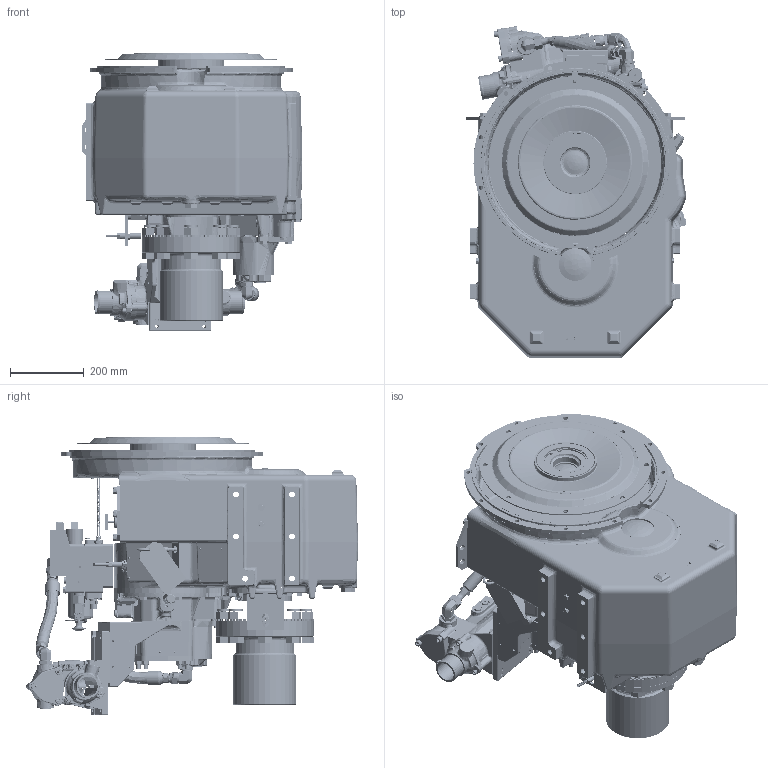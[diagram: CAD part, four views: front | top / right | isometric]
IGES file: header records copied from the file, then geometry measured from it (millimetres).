
Start section: SolidWorks IGES file using analytic representation for surfaces
Global section: file name: PX13298.IGS; native system: SolidWorks 2010; preprocessor: SolidWorks 2010; author: DVandooren; date: 141003.125603; units: inch
Bounding box: 599.57 x 901.87 x 755.92 mm (x, y, z)
Surface area: 4204681.1 mm2 (no closed solid volume)
Topology: 0 solids, 0 shells, 5613 faces, 106581 edges, 106411 vertices
Faces by surface type: bspline 3264, revolution 2349
